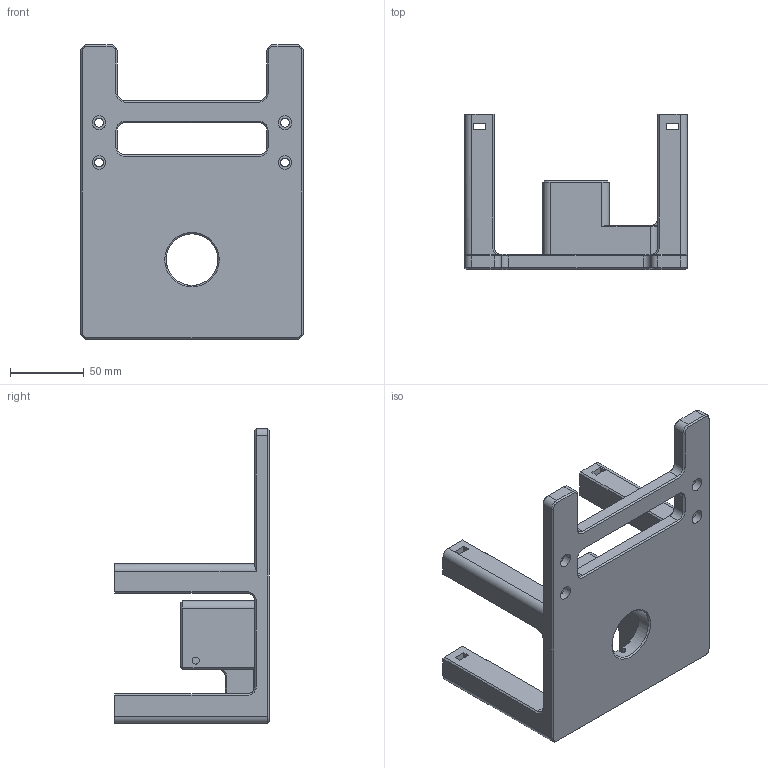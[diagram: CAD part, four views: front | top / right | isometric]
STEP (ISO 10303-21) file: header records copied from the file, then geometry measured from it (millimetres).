
FILE_DESCRIPTION(/* description */ (''),/* implementation_level */ '2;1');
FILE_NAME(/* name */ 'afd31043-f926-462e-b871-0015b601ddee.stp',/* time_stamp */ '2019-01-20T16:23:52-05:00',/* author */ (''),/* organization */ (''),/* preprocessor_version */ 'ST-DEVELOPER v17.2',/* originating_system */ 'Autodesk Translation Framework v7.6.0.251',/* authorisation */ '');
FILE_SCHEMA (('AUTOMOTIVE_DESIGN { 1 0 10303 214 3 1 1 }'));
Length unit declared in the file: millimetre
Products named in the file (1): Base
Bounding box: 151.2 x 105 x 200 mm (x, y, z)
Volume: 432796.3 mm3; surface area: 104099.8 mm2
Topology: 1 solids, 1 shells, 248 faces, 610 edges, 371 vertices
Faces by surface type: plane 137, cylinder 55, cone 48, bspline 8
Full cylindrical faces by diameter (mm): 4.8 x1, 6 x12, 9.3 x4, 35 x1
Entity records: 7949 total; most frequent: CARTESIAN_POINT 1984, DIRECTION 1222, ORIENTED_EDGE 1220, EDGE_CURVE 610, LINE 428, VECTOR 428, AXIS2_PLACEMENT_3D 397, VERTEX_POINT 371
